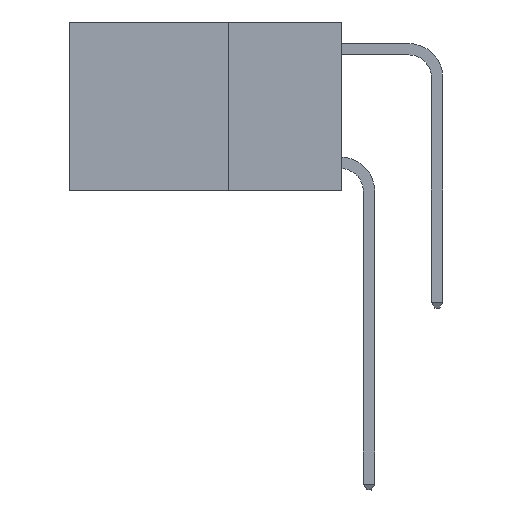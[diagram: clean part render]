
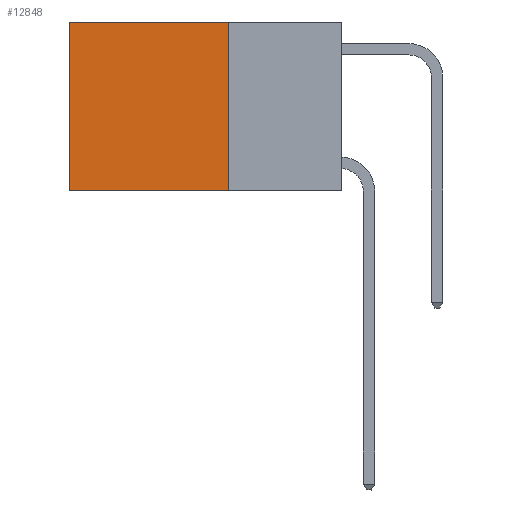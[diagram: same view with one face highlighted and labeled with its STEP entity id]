
A CAD part, left-side view. The second image highlights one B-rep face of the part: STEP entity #12848.
In plain terms, the highlighted planar face has unit normal (-1, 0, 0).
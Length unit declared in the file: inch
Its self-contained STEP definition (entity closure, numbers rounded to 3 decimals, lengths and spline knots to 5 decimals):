
#654 = ORIENTED_EDGE ( 'NONE', *, *, #11108, .T. ) ;
#1514 = LINE ( 'NONE', #4198, #22891 ) ;
#3398 = DIRECTION ( 'NONE',  ( 1., 0., 0. ) ) ;
#3843 = VERTEX_POINT ( 'NONE', #6200 ) ;
#4198 = CARTESIAN_POINT ( 'NONE',  ( 0.2625, 0.25, 0. ) ) ;
#5460 = VECTOR ( 'NONE', #21550, 39.37008 ) ;
#5866 = EDGE_CURVE ( 'NONE', #7152, #7427, #1514, .T. ) ;
#6133 = LINE ( 'NONE', #13248, #22001 ) ;
#6200 = CARTESIAN_POINT ( 'NONE',  ( 0.2625, 0.6, -0.37 ) ) ;
#7152 = VERTEX_POINT ( 'NONE', #13909 ) ;
#7427 = VERTEX_POINT ( 'NONE', #10896 ) ;
#9592 = CARTESIAN_POINT ( 'NONE',  ( 0.2625, 0.25, 0. ) ) ;
#10062 = VECTOR ( 'NONE', #23438, 39.37008 ) ;
#10896 = CARTESIAN_POINT ( 'NONE',  ( 0.2625, 0.25, -0.37 ) ) ;
#11085 = CARTESIAN_POINT ( 'NONE',  ( 0.2625, 0.25, -0.37 ) ) ;
#11108 = EDGE_CURVE ( 'NONE', #19664, #3843, #6133, .T. ) ;
#11110 = ORIENTED_EDGE ( 'NONE', *, *, #16390, .T. ) ;
#12573 = DIRECTION ( 'NONE',  ( 0., 0., -1. ) ) ;
#12848 = ADVANCED_FACE ( 'NONE', ( #25689 ), #15829, .F. ) ;
#13248 = CARTESIAN_POINT ( 'NONE',  ( 0.2625, 0.6, 0. ) ) ;
#13909 = CARTESIAN_POINT ( 'NONE',  ( 0.2625, 0.25, 0. ) ) ;
#15290 = DIRECTION ( 'NONE',  ( 0., 0., -1. ) ) ;
#15558 = LINE ( 'NONE', #11085, #10062 ) ;
#15825 = LINE ( 'NONE', #17406, #5460 ) ;
#15829 = PLANE ( 'NONE',  #23909 ) ;
#16025 = EDGE_LOOP ( 'NONE', ( #654, #22363, #26711, #11110 ) ) ;
#16390 = EDGE_CURVE ( 'NONE', #7152, #19664, #15825, .T. ) ;
#17406 = CARTESIAN_POINT ( 'NONE',  ( 0.2625, 0.25, 0. ) ) ;
#17927 = DIRECTION ( 'NONE',  ( 0., 0., -1. ) ) ;
#19664 = VERTEX_POINT ( 'NONE', #23458 ) ;
#20219 = EDGE_CURVE ( 'NONE', #7427, #3843, #15558, .T. ) ;
#21550 = DIRECTION ( 'NONE',  ( 0., 1., 0. ) ) ;
#22001 = VECTOR ( 'NONE', #15290, 39.37008 ) ;
#22363 = ORIENTED_EDGE ( 'NONE', *, *, #20219, .F. ) ;
#22891 = VECTOR ( 'NONE', #12573, 39.37008 ) ;
#23438 = DIRECTION ( 'NONE',  ( 0., 1., 0. ) ) ;
#23458 = CARTESIAN_POINT ( 'NONE',  ( 0.2625, 0.6, 0. ) ) ;
#23909 = AXIS2_PLACEMENT_3D ( 'NONE', #9592, #3398, #17927 ) ;
#25689 = FACE_OUTER_BOUND ( 'NONE', #16025, .T. ) ;
#26711 = ORIENTED_EDGE ( 'NONE', *, *, #5866, .F. ) ;
